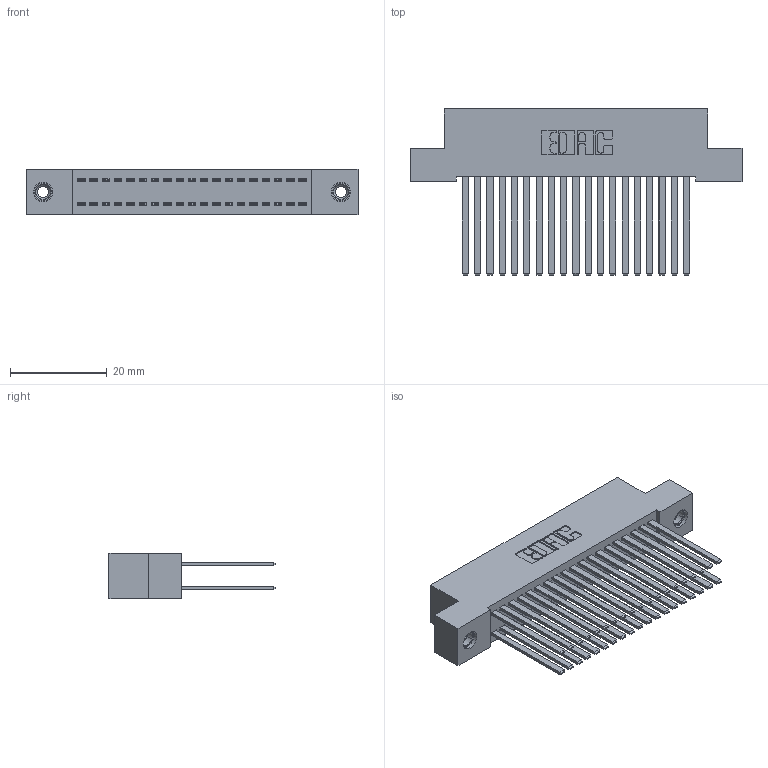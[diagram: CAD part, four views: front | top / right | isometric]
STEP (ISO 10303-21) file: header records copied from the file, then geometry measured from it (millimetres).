
FILE_DESCRIPTION (( 'STEP AP203' ), '1' );
FILE_NAME ('392-038-544-208.STEP', '2018-08-16T05:42:33', ( '' ), ( '' ), 'SwSTEP 2.0', 'SolidWorks 2016', '' );
FILE_SCHEMA (( 'CONFIG_CONTROL_DESIGN' ));
Length unit declared in the file: inch
Products named in the file (4): 342 Part_TI; 345-292-001_345-293-144; 345-250-001_345-250-003-102; 392-038-544-208
Assembly tree (41 placements, depth 2):
  392-038-544-208
    342 Part_TI
    345-292-001_345-293-144  x38
    345-250-001_345-250-003-102  x2
Bounding box: 68.58 x 34.3 x 9.4 mm (x, y, z)
Volume: 6580 mm3; surface area: 11629.4 mm2
Topology: 41 solids, 41 shells, 1918 faces, 5641 edges, 3702 vertices
Faces by surface type: plane 1314, cylinder 588, cone 12, torus 4
Entity records: 16068 total; most frequent: CARTESIAN_POINT 2669, ORIENTED_EDGE 2598, DIRECTION 2349, EDGE_CURVE 1299, VECTOR 1155, LINE 1155, VERTEX_POINT 860, AXIS2_PLACEMENT_3D 597
